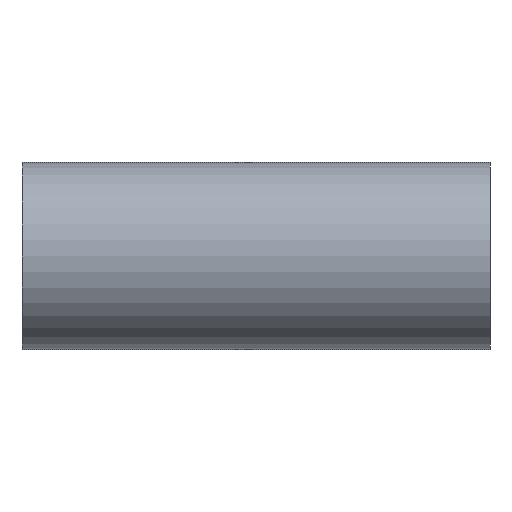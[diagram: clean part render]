
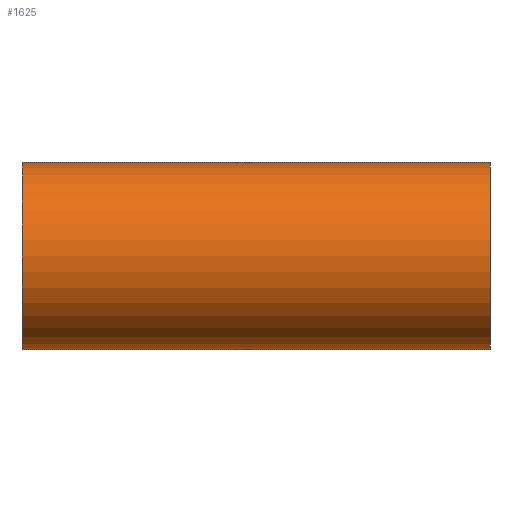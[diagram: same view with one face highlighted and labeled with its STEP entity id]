
A CAD part, front view. The second image highlights one B-rep face of the part: STEP entity #1625.
In plain terms, the highlighted cylindrical face has radius 31.75 mm (diameter 63.5 mm), a partial arc.
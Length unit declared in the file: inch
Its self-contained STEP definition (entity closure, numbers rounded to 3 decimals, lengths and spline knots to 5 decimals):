
#79 = VERTEX_POINT ( 'NONE', #1707 ) ;
#243 = CARTESIAN_POINT ( 'NONE',  ( 3.12598, 0., 0. ) ) ;
#291 = EDGE_LOOP ( 'NONE', ( #1210, #372, #672, #737 ) ) ;
#354 = EDGE_CURVE ( 'NONE', #1601, #495, #1803, .T. ) ;
#372 = ORIENTED_EDGE ( 'NONE', *, *, #1459, .F. ) ;
#459 = DIRECTION ( 'NONE',  ( -1., 0., 0. ) ) ;
#464 = CARTESIAN_POINT ( 'NONE',  ( 3.12598, 0., 0. ) ) ;
#495 = VERTEX_POINT ( 'NONE', #855 ) ;
#526 = EDGE_CURVE ( 'NONE', #1016, #79, #1588, .T. ) ;
#573 = DIRECTION ( 'NONE',  ( 1., 0., 0. ) ) ;
#594 = AXIS2_PLACEMENT_3D ( 'NONE', #243, #944, #1128 ) ;
#672 = ORIENTED_EDGE ( 'NONE', *, *, #354, .T. ) ;
#737 = ORIENTED_EDGE ( 'NONE', *, *, #1872, .T. ) ;
#805 = DIRECTION ( 'NONE',  ( 0., 0., 1. ) ) ;
#855 = CARTESIAN_POINT ( 'NONE',  ( -3.12598, 0., 1.25 ) ) ;
#887 = CIRCLE ( 'NONE', #594, 1.25 ) ;
#944 = DIRECTION ( 'NONE',  ( 1., 0., 0. ) ) ;
#1016 = VERTEX_POINT ( 'NONE', #1718 ) ;
#1128 = DIRECTION ( 'NONE',  ( 0., 0., -1. ) ) ;
#1210 = ORIENTED_EDGE ( 'NONE', *, *, #526, .F. ) ;
#1287 = DIRECTION ( 'NONE',  ( 0., 0., -1. ) ) ;
#1328 = VECTOR ( 'NONE', #2082, 39.37008 ) ;
#1459 = EDGE_CURVE ( 'NONE', #1601, #1016, #887, .T. ) ;
#1471 = VECTOR ( 'NONE', #1608, 39.37008 ) ;
#1490 = AXIS2_PLACEMENT_3D ( 'NONE', #464, #459, #805 ) ;
#1588 = LINE ( 'NONE', #2106, #1471 ) ;
#1601 = VERTEX_POINT ( 'NONE', #1696 ) ;
#1608 = DIRECTION ( 'NONE',  ( -1., 0., 0. ) ) ;
#1614 = AXIS2_PLACEMENT_3D ( 'NONE', #1629, #573, #1287 ) ;
#1625 = ADVANCED_FACE ( 'NONE', ( #2116 ), #2059, .T. ) ;
#1629 = CARTESIAN_POINT ( 'NONE',  ( -3.12598, 0., 0. ) ) ;
#1696 = CARTESIAN_POINT ( 'NONE',  ( 3.12598, 0., 1.25 ) ) ;
#1707 = CARTESIAN_POINT ( 'NONE',  ( -3.12598, 0., -1.25 ) ) ;
#1718 = CARTESIAN_POINT ( 'NONE',  ( 3.12598, 0., -1.25 ) ) ;
#1803 = LINE ( 'NONE', #1923, #1328 ) ;
#1833 = CIRCLE ( 'NONE', #1614, 1.25 ) ;
#1872 = EDGE_CURVE ( 'NONE', #495, #79, #1833, .T. ) ;
#1923 = CARTESIAN_POINT ( 'NONE',  ( 3.12598, 0., 1.25 ) ) ;
#2059 = CYLINDRICAL_SURFACE ( 'NONE', #1490, 1.25 ) ;
#2082 = DIRECTION ( 'NONE',  ( -1., 0., 0. ) ) ;
#2106 = CARTESIAN_POINT ( 'NONE',  ( 3.12598, 0., -1.25 ) ) ;
#2116 = FACE_OUTER_BOUND ( 'NONE', #291, .T. ) ;
